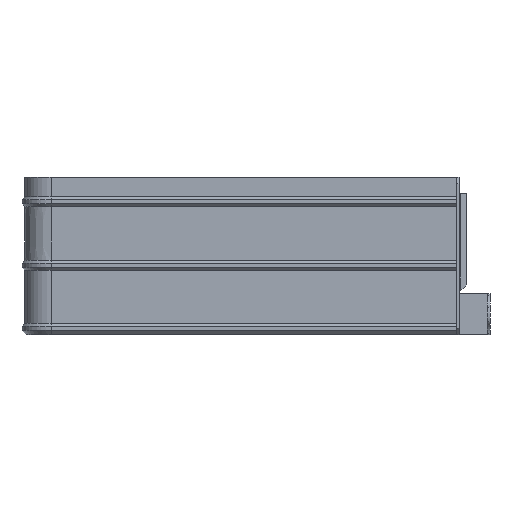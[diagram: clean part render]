
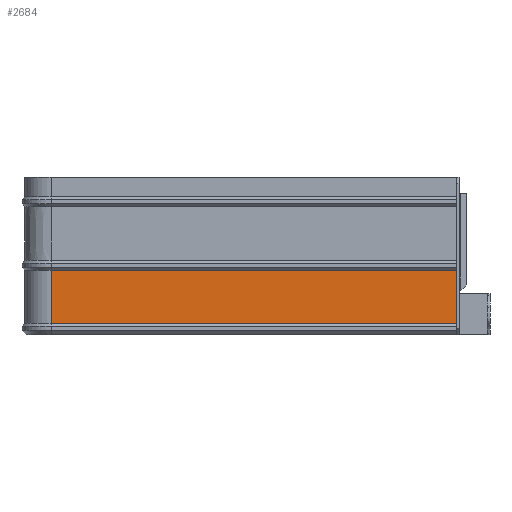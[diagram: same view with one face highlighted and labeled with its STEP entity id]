
A CAD part, left-side view. The second image highlights one B-rep face of the part: STEP entity #2684.
In plain terms, the highlighted planar face has unit normal (-1, 0, 0).
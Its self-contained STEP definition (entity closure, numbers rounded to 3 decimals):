
#98 = PLANE('',#99);
#99 = AXIS2_PLACEMENT_3D('',#100,#101,#102);
#100 = CARTESIAN_POINT('',(0.,0.8,24.));
#101 = DIRECTION('',(0.,1.,0.));
#102 = DIRECTION('',(0.,0.,1.));
#838 = VERTEX_POINT('',#839);
#839 = CARTESIAN_POINT('',(-58.705,0.8,19.701));
#853 = PLANE('',#854);
#854 = AXIS2_PLACEMENT_3D('',#855,#856,#857);
#855 = CARTESIAN_POINT('',(-58.705,0.8,19.701));
#856 = DIRECTION('',(-0.707,0.,-0.707));
#857 = DIRECTION('',(-0.707,0.,0.707)
  );
#865 = EDGE_CURVE('',#838,#866,#868,.T.);
#866 = VERTEX_POINT('',#867);
#867 = CARTESIAN_POINT('',(-58.705,0.8,3.535));
#868 = SURFACE_CURVE('',#869,(#873,#880),.PCURVE_S1.);
#869 = LINE('',#870,#871);
#870 = CARTESIAN_POINT('',(-58.705,0.8,19.701));
#871 = VECTOR('',#872,1.);
#872 = DIRECTION('',(0.,0.,-1.));
#873 = PCURVE('',#98,#874);
#874 = DEFINITIONAL_REPRESENTATION('',(#875),#879);
#875 = LINE('',#876,#877);
#876 = CARTESIAN_POINT('',(-4.299,-58.705));
#877 = VECTOR('',#878,1.);
#878 = DIRECTION('',(-1.,0.));
#879 = ( GEOMETRIC_REPRESENTATION_CONTEXT(2) 
PARAMETRIC_REPRESENTATION_CONTEXT() REPRESENTATION_CONTEXT('2D SPACE',''
  ) );
#880 = PCURVE('',#881,#886);
#881 = PLANE('',#882);
#882 = AXIS2_PLACEMENT_3D('',#883,#884,#885);
#883 = CARTESIAN_POINT('',(-58.705,0.8,19.701));
#884 = DIRECTION('',(-1.,0.,0.));
#885 = DIRECTION('',(0.,0.,1.));
#886 = DEFINITIONAL_REPRESENTATION('',(#887),#891);
#887 = LINE('',#888,#889);
#888 = CARTESIAN_POINT('',(0.,0.));
#889 = VECTOR('',#890,1.);
#890 = DIRECTION('',(-1.,0.));
#891 = ( GEOMETRIC_REPRESENTATION_CONTEXT(2) 
PARAMETRIC_REPRESENTATION_CONTEXT() REPRESENTATION_CONTEXT('2D SPACE',''
  ) );
#909 = PLANE('',#910);
#910 = AXIS2_PLACEMENT_3D('',#911,#912,#913);
#911 = CARTESIAN_POINT('',(-59.605,0.8,2.635));
#912 = DIRECTION('',(-0.707,0.,0.707));
#913 = DIRECTION('',(0.707,0.,0.707)
  );
#2636 = EDGE_CURVE('',#866,#2637,#2639,.T.);
#2637 = VERTEX_POINT('',#2638);
#2638 = CARTESIAN_POINT('',(-58.705,124.1,
    3.535));
#2639 = SURFACE_CURVE('',#2640,(#2644,#2651),.PCURVE_S1.);
#2640 = LINE('',#2641,#2642);
#2641 = CARTESIAN_POINT('',(-58.705,0.8,3.535));
#2642 = VECTOR('',#2643,1.);
#2643 = DIRECTION('',(0.,1.,0.));
#2644 = PCURVE('',#909,#2645);
#2645 = DEFINITIONAL_REPRESENTATION('',(#2646),#2650);
#2646 = LINE('',#2647,#2648);
#2647 = CARTESIAN_POINT('',(1.273,0.));
#2648 = VECTOR('',#2649,1.);
#2649 = DIRECTION('',(0.,1.));
#2650 = ( GEOMETRIC_REPRESENTATION_CONTEXT(2) 
PARAMETRIC_REPRESENTATION_CONTEXT() REPRESENTATION_CONTEXT('2D SPACE',''
  ) );
#2651 = PCURVE('',#881,#2652);
#2652 = DEFINITIONAL_REPRESENTATION('',(#2653),#2657);
#2653 = LINE('',#2654,#2655);
#2654 = CARTESIAN_POINT('',(-16.166,0.));
#2655 = VECTOR('',#2656,1.);
#2656 = DIRECTION('',(0.,1.));
#2657 = ( GEOMETRIC_REPRESENTATION_CONTEXT(2) 
PARAMETRIC_REPRESENTATION_CONTEXT() REPRESENTATION_CONTEXT('2D SPACE',''
  ) );
#2684 = ADVANCED_FACE('',(#2685),#881,.T.);
#2685 = FACE_BOUND('',#2686,.T.);
#2686 = EDGE_LOOP('',(#2687,#2688,#2689,#2712));
#2687 = ORIENTED_EDGE('',*,*,#2636,.F.);
#2688 = ORIENTED_EDGE('',*,*,#865,.F.);
#2689 = ORIENTED_EDGE('',*,*,#2690,.T.);
#2690 = EDGE_CURVE('',#838,#2691,#2693,.T.);
#2691 = VERTEX_POINT('',#2692);
#2692 = CARTESIAN_POINT('',(-58.705,124.1,
    19.701));
#2693 = SURFACE_CURVE('',#2694,(#2698,#2705),.PCURVE_S1.);
#2694 = LINE('',#2695,#2696);
#2695 = CARTESIAN_POINT('',(-58.705,0.8,19.701));
#2696 = VECTOR('',#2697,1.);
#2697 = DIRECTION('',(0.,1.,0.));
#2698 = PCURVE('',#881,#2699);
#2699 = DEFINITIONAL_REPRESENTATION('',(#2700),#2704);
#2700 = LINE('',#2701,#2702);
#2701 = CARTESIAN_POINT('',(0.,0.));
#2702 = VECTOR('',#2703,1.);
#2703 = DIRECTION('',(0.,1.));
#2704 = ( GEOMETRIC_REPRESENTATION_CONTEXT(2) 
PARAMETRIC_REPRESENTATION_CONTEXT() REPRESENTATION_CONTEXT('2D SPACE',''
  ) );
#2705 = PCURVE('',#853,#2706);
#2706 = DEFINITIONAL_REPRESENTATION('',(#2707),#2711);
#2707 = LINE('',#2708,#2709);
#2708 = CARTESIAN_POINT('',(0.,0.));
#2709 = VECTOR('',#2710,1.);
#2710 = DIRECTION('',(0.,1.));
#2711 = ( GEOMETRIC_REPRESENTATION_CONTEXT(2) 
PARAMETRIC_REPRESENTATION_CONTEXT() REPRESENTATION_CONTEXT('2D SPACE',''
  ) );
#2712 = ORIENTED_EDGE('',*,*,#2713,.F.);
#2713 = EDGE_CURVE('',#2637,#2691,#2714,.T.);
#2714 = SURFACE_CURVE('',#2715,(#2719,#2726),.PCURVE_S1.);
#2715 = LINE('',#2716,#2717);
#2716 = CARTESIAN_POINT('',(-58.705,124.1,
    19.701));
#2717 = VECTOR('',#2718,1.);
#2718 = DIRECTION('',(0.,0.,1.));
#2719 = PCURVE('',#881,#2720);
#2720 = DEFINITIONAL_REPRESENTATION('',(#2721),#2725);
#2721 = LINE('',#2722,#2723);
#2722 = CARTESIAN_POINT('',(0.,123.3));
#2723 = VECTOR('',#2724,1.);
#2724 = DIRECTION('',(1.,0.));
#2725 = ( GEOMETRIC_REPRESENTATION_CONTEXT(2) 
PARAMETRIC_REPRESENTATION_CONTEXT() REPRESENTATION_CONTEXT('2D SPACE',''
  ) );
#2726 = PCURVE('',#2727,#2732);
#2727 = CYLINDRICAL_SURFACE('',#2728,7.969);
#2728 = AXIS2_PLACEMENT_3D('',#2729,#2730,#2731);
#2729 = CARTESIAN_POINT('',(-50.736,124.1,19.701));
#2730 = DIRECTION('',(0.,0.,-1.));
#2731 = DIRECTION('',(1.,0.,0.));
#2732 = DEFINITIONAL_REPRESENTATION('',(#2733),#2737);
#2733 = LINE('',#2734,#2735);
#2734 = CARTESIAN_POINT('',(3.142,0.));
#2735 = VECTOR('',#2736,1.);
#2736 = DIRECTION('',(-0.,-1.));
#2737 = ( GEOMETRIC_REPRESENTATION_CONTEXT(2) 
PARAMETRIC_REPRESENTATION_CONTEXT() REPRESENTATION_CONTEXT('2D SPACE',''
  ) );
